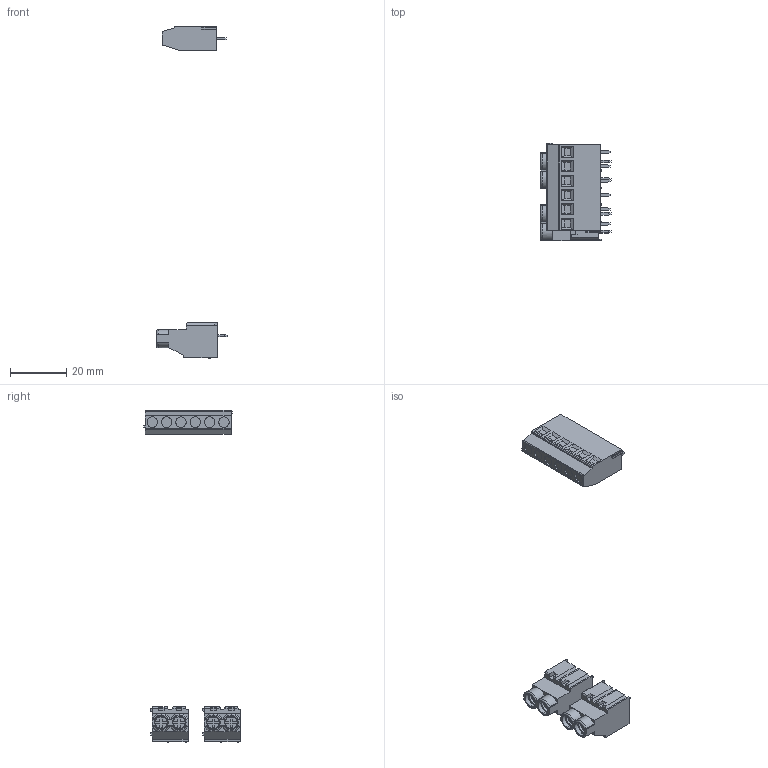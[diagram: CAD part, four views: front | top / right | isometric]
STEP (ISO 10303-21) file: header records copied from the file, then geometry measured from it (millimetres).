
FILE_DESCRIPTION(/* description */ (''),/* implementation_level */ '2;1');
FILE_NAME(/* name */ 'DDRH-120_stp.stp',/* time_stamp */ '2023-08-04T15:36:35+08:00',/* author */ (''),/* organization */ (''),/* preprocessor_version */ 'ST-DEVELOPER v19.3',/* originating_system */ 'SIEMENS PLM Software NX2212.3001',/* authorisation */ '');
FILE_SCHEMA (('AP203_CONFIGURATION_CONTROLLED_3D_DESIGN_OF_MECHANICAL_PARTS_AND_ASSEMBLIES_MIM_LF { 1 0 10303 403 2 1 2}'));
Length unit declared in the file: millimetre
Products named in the file (18): ESK635V-644084-1-61860578300; ESK635V-644084-1-61860703160; ESK635V-644084-1-61860; ESK635V-644084-1-61860641030; DG381H-3_81-06P-14-00A_H__stp; DG127H-5_08-06P-1Y-00A_H_; ESK635V-644084-1-62190.ASM; ESK635V-644084-1-62190.ASM578630; 644804.stp.1; 644804.stp.1579190; ESK635V-644084-1-62190.ASM641360; ESK635V-644084-1-62190.ASM703490; 644804.stp.1703770; 644804_stp; 装配2; DG127H-5_08-06P-1Y-00A_H__stp; 装配1; DDRH-120_stp
Assembly tree (17 placements, depth 7):
  DDRH-120_stp
    装配1
      DG127H-5_08-06P-1Y-00A_H__stp
        DG127H-5_08-06P-1Y-00A_H_
      装配2
        DG381H-3_81-06P-14-00A_H__stp
        644804_stp
          644804.stp.1703770
            ESK635V-644084-1-62190.ASM703490
              ESK635V-644084-1-61860703160
          ESK635V-644084-1-62190.ASM641360
            ESK635V-644084-1-61860641030
        644804.stp.1579190
          644804.stp.1
            ESK635V-644084-1-62190.ASM578630
              ESK635V-644084-1-61860578300
          ESK635V-644084-1-62190.ASM
            ESK635V-644084-1-61860
Bounding box: 25 x 34.25 x 117.69 mm (x, y, z)
Volume: 12338.2 mm3; surface area: 9826.2 mm2
Topology: 5 solids, 5 shells, 895 faces, 2413 edges, 1570 vertices
Faces by surface type: plane 605, cylinder 202, cone 56, torus 32
Entity records: 29877 total; most frequent: CARTESIAN_POINT 5716, ORIENTED_EDGE 4826, DIRECTION 4503, EDGE_CURVE 2413, LINE 1821, VECTOR 1821, VERTEX_POINT 1570, AXIS2_PLACEMENT_3D 1341
